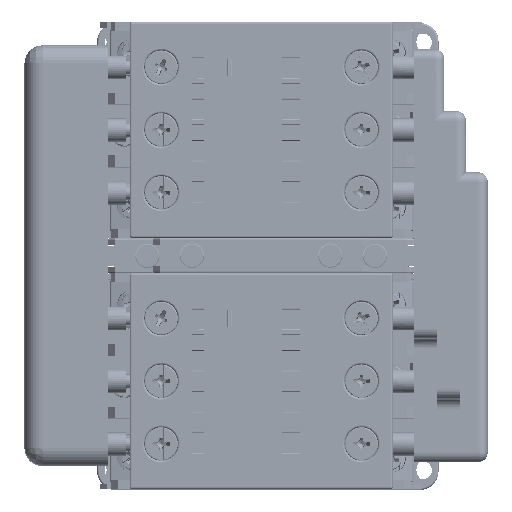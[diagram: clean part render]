
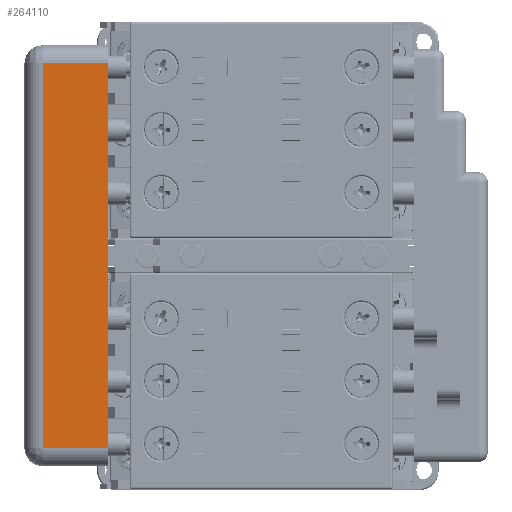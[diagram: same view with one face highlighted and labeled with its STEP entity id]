
A CAD part, top view. The second image highlights one B-rep face of the part: STEP entity #264110.
In plain terms, the highlighted planar face has unit normal (0, 0, 1).
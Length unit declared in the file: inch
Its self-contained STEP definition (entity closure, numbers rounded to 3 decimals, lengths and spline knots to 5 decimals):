
#11246=CARTESIAN_POINT('',(-1.00188,-1.49596,2.24215));
#11247=VERTEX_POINT('',#11246);
#11248=CARTESIAN_POINT('',(-1.00188,-1.37785,2.24215));
#11249=VERTEX_POINT('',#11248);
#11250=CARTESIAN_POINT('',(-1.00188,-1.49596,2.24215));
#11251=DIRECTION('',(0.0,1.0,0.0));
#11252=VECTOR('',#11251,0.11811);
#11253=LINE('',#11250,#11252);
#11254=EDGE_CURVE('',#11247,#11249,#11253,.T.);
#11286=CARTESIAN_POINT('',(-1.00188,-2.12588,2.24215));
#11287=VERTEX_POINT('',#11286);
#11288=CARTESIAN_POINT('',(-1.00188,-2.00777,2.24215));
#11289=VERTEX_POINT('',#11288);
#11290=CARTESIAN_POINT('',(-1.00188,-2.12588,2.24215));
#11291=DIRECTION('',(0.0,1.0,0.0));
#11292=VECTOR('',#11291,0.11811);
#11293=LINE('',#11290,#11292);
#11294=EDGE_CURVE('',#11287,#11289,#11293,.T.);
#136768=CARTESIAN_POINT('',(-1.00188,-2.42116,2.24215));
#136769=VERTEX_POINT('',#136768);
#136770=CARTESIAN_POINT('',(-1.00188,-2.42116,2.24215));
#136771=DIRECTION('',(0.0,1.0,0.0));
#136772=VECTOR('',#136771,0.29528);
#136773=LINE('',#136770,#136772);
#136774=EDGE_CURVE('',#136769,#11287,#136773,.T.);
#136819=CARTESIAN_POINT('',(-1.00188,0.3938,2.24215));
#136820=VERTEX_POINT('',#136819);
#136827=CARTESIAN_POINT('',(-1.00188,-1.37785,2.24215));
#136828=DIRECTION('',(0.0,1.0,0.0));
#136829=VECTOR('',#136828,1.77165);
#136830=LINE('',#136827,#136829);
#136831=EDGE_CURVE('',#11249,#136820,#136830,.T.);
#139427=CARTESIAN_POINT('',(-1.00188,1.02373,2.24215));
#139428=VERTEX_POINT('',#139427);
#139429=CARTESIAN_POINT('',(-1.00188,1.14184,2.24215));
#139430=VERTEX_POINT('',#139429);
#139431=CARTESIAN_POINT('',(-1.00188,1.02373,2.24215));
#139432=DIRECTION('',(0.0,1.0,0.0));
#139433=VECTOR('',#139432,0.11811);
#139434=LINE('',#139431,#139433);
#139435=EDGE_CURVE('',#139428,#139430,#139434,.T.);
#139467=CARTESIAN_POINT('',(-1.00188,0.51191,2.24215));
#139468=VERTEX_POINT('',#139467);
#139469=CARTESIAN_POINT('',(-1.00188,0.3938,2.24215));
#139470=DIRECTION('',(0.0,1.0,0.0));
#139471=VECTOR('',#139470,0.11811);
#139472=LINE('',#139469,#139471);
#139473=EDGE_CURVE('',#136820,#139468,#139472,.T.);
#263280=CARTESIAN_POINT('',(-1.00188,-2.00777,2.24215));
#263281=DIRECTION('',(0.0,1.0,0.0));
#263282=VECTOR('',#263281,0.51181);
#263283=LINE('',#263280,#263282);
#263284=EDGE_CURVE('',#11289,#11247,#263283,.T.);
#263314=CARTESIAN_POINT('',(-1.00188,1.43711,2.24215));
#263315=VERTEX_POINT('',#263314);
#263323=CARTESIAN_POINT('',(-1.00188,1.14184,2.24215));
#263324=DIRECTION('',(0.0,1.0,0.0));
#263325=VECTOR('',#263324,0.29528);
#263326=LINE('',#263323,#263325);
#263327=EDGE_CURVE('',#139430,#263315,#263326,.T.);
#263886=CARTESIAN_POINT('',(-1.65938,1.43711,2.24215));
#263887=VERTEX_POINT('',#263886);
#263966=CARTESIAN_POINT('',(-1.65938,-2.42116,2.24215));
#263967=VERTEX_POINT('',#263966);
#264008=CARTESIAN_POINT('',(-1.65938,-2.42116,2.24215));
#264009=DIRECTION('',(0.0,1.0,0.0));
#264010=VECTOR('',#264009,3.85827);
#264011=LINE('',#264008,#264010);
#264012=EDGE_CURVE('',#263967,#263887,#264011,.T.);
#264030=CARTESIAN_POINT('',(-1.65938,-2.42116,2.24215));
#264031=DIRECTION('',(1.0,0.0,0.0));
#264032=VECTOR('',#264031,0.6575);
#264033=LINE('',#264030,#264032);
#264034=EDGE_CURVE('',#263967,#136769,#264033,.T.);
#264081=CARTESIAN_POINT('',(-1.84188,-2.42116,2.24215));
#264082=DIRECTION('',(0.0,0.0,1.0));
#264083=DIRECTION('',(-1.0,0.0,0.0));
#264084=AXIS2_PLACEMENT_3D('',#264081,#264082,#264083);
#264085=PLANE('',#264084);
#264086=ORIENTED_EDGE('',*,*,#264012,.F.);
#264087=ORIENTED_EDGE('',*,*,#264034,.T.);
#264088=ORIENTED_EDGE('',*,*,#136774,.T.);
#264089=ORIENTED_EDGE('',*,*,#11294,.T.);
#264090=ORIENTED_EDGE('',*,*,#263284,.T.);
#264091=ORIENTED_EDGE('',*,*,#11254,.T.);
#264092=ORIENTED_EDGE('',*,*,#136831,.T.);
#264093=ORIENTED_EDGE('',*,*,#139473,.T.);
#264094=CARTESIAN_POINT('',(-1.00188,0.51191,2.24215));
#264095=DIRECTION('',(0.0,1.0,0.0));
#264096=VECTOR('',#264095,0.51181);
#264097=LINE('',#264094,#264096);
#264098=EDGE_CURVE('',#139468,#139428,#264097,.T.);
#264099=ORIENTED_EDGE('',*,*,#264098,.T.);
#264100=ORIENTED_EDGE('',*,*,#139435,.T.);
#264101=ORIENTED_EDGE('',*,*,#263327,.T.);
#264102=CARTESIAN_POINT('',(-1.65938,1.43711,2.24215));
#264103=DIRECTION('',(1.0,0.0,0.0));
#264104=VECTOR('',#264103,0.6575);
#264105=LINE('',#264102,#264104);
#264106=EDGE_CURVE('',#263887,#263315,#264105,.T.);
#264107=ORIENTED_EDGE('',*,*,#264106,.F.);
#264108=EDGE_LOOP('',(#264086,#264087,#264088,#264089,#264090,#264091,#264092,#264093,#264099,#264100,#264101,#264107));
#264109=FACE_OUTER_BOUND('',#264108,.T.);
#264110=ADVANCED_FACE('',(#264109),#264085,.T.);
